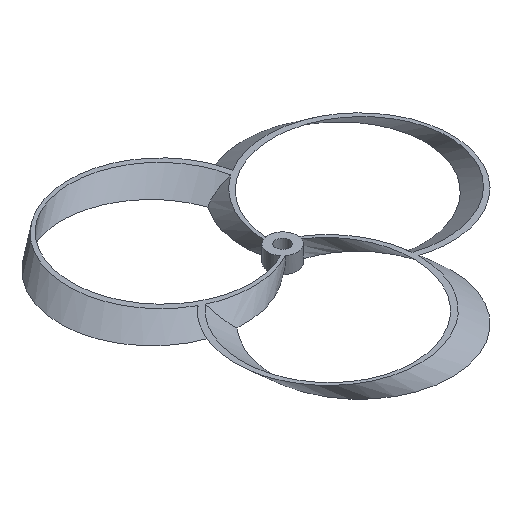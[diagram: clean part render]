
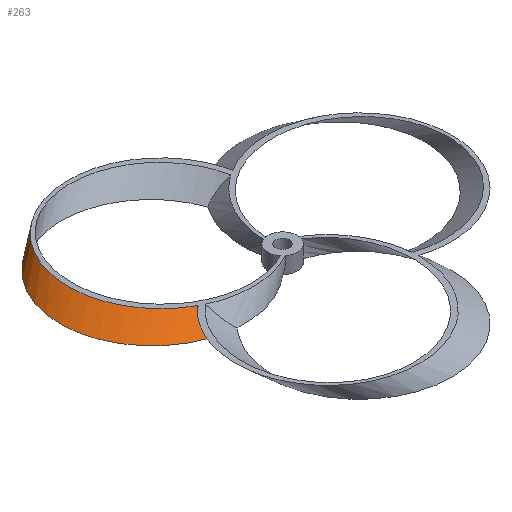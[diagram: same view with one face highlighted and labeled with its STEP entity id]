
A CAD part, isometric view. The second image highlights one B-rep face of the part: STEP entity #263.
In plain terms, the highlighted free-form (B-spline) face has degree [3, 1] with [11, 2] control points.
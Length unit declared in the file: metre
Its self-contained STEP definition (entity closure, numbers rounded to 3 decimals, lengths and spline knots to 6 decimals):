
#36=B_SPLINE_CURVE_WITH_KNOTS('',3,(#828,#829,#830,#831,#832),
 .UNSPECIFIED.,.F.,.F.,(4,1,4),(0.,0.005699,
0.011398),.UNSPECIFIED.);
#39=B_SPLINE_CURVE_WITH_KNOTS('',3,(#857,#858,#859,#860,#861,#862,#863,
#864,#865,#866,#867,#868,#869,#870),.UNSPECIFIED.,.F.,.F.,(4,1,1,1,1,1,
1,1,1,1,1,4),(0.141481,0.159531,0.177581,0.19563,
0.204655,0.21368,0.218193,0.222705,
0.23173,0.24978,0.267829,0.285879),
 .UNSPECIFIED.);
#41=B_SPLINE_CURVE_WITH_KNOTS('',3,(#911,#912,#913,#914,#915),
 .UNSPECIFIED.,.F.,.F.,(4,1,4),(0.,0.005699,0.011398),
 .UNSPECIFIED.);
#100=ORIENTED_EDGE('',*,*,#151,.T.);
#101=ORIENTED_EDGE('',*,*,#146,.T.);
#102=ORIENTED_EDGE('',*,*,#133,.T.);
#103=ORIENTED_EDGE('',*,*,#155,.F.);
#133=EDGE_CURVE('',#169,#170,#188,.T.);
#146=EDGE_CURVE('',#178,#169,#36,.T.);
#151=EDGE_CURVE('',#180,#178,#39,.T.);
#155=EDGE_CURVE('',#180,#170,#41,.T.);
#169=VERTEX_POINT('',#585);
#170=VERTEX_POINT('',#587);
#178=VERTEX_POINT('',#833);
#180=VERTEX_POINT('',#871);
#188=CIRCLE('',#288,0.036005);
#214=EDGE_LOOP('',(#100,#101,#102,#103));
#238=FACE_BOUND('',#214,.T.);
#252=B_SPLINE_SURFACE_WITH_KNOTS('',3,1,((#916,#917),(#918,#919),(#920,
#921),(#922,#923),(#924,#925),(#926,#927),(#928,#929),(#930,#931),(#932,
#933),(#934,#935),(#936,#937)),.SURF_OF_LINEAR_EXTRUSION.,.F.,.F.,.F.,(4,
1,1,1,1,1,1,1,4),(2,2),(4.611985,5.162673,5.713361,
6.264049,6.814736,7.365424,7.916112,8.466799,
9.017487),(0.,1.),.UNSPECIFIED.);
#263=ADVANCED_FACE('',(#238),#252,.T.);
#288=AXIS2_PLACEMENT_3D('',#588,#317,#318);
#317=DIRECTION('',(0.,0.,1.));
#318=DIRECTION('',(-0.276,0.961,0.));
#585=CARTESIAN_POINT('',(0.005674,0.03546,0.));
#587=CARTESIAN_POINT('',(-0.033546,-0.012816,0.));
#588=CARTESIAN_POINT('',(-0.028017,0.022761,0.));
#828=CARTESIAN_POINT('',(0.015088,0.034622,0.00635));
#829=CARTESIAN_POINT('',(0.01355,0.035162,0.005321));
#830=CARTESIAN_POINT('',(0.010429,0.035887,0.003278));
#831=CARTESIAN_POINT('',(0.007223,0.035795,0.001113));
#832=CARTESIAN_POINT('',(0.005674,0.03546,0.));
#833=CARTESIAN_POINT('',(0.015088,0.034622,0.00635));
#857=CARTESIAN_POINT('',(-0.037528,-0.004244,0.00635));
#858=CARTESIAN_POINT('',(-0.04279,-0.001347,0.00635));
#859=CARTESIAN_POINT('',(-0.051829,0.007135,0.00635));
#860=CARTESIAN_POINT('',(-0.057622,0.024809,0.00635));
#861=CARTESIAN_POINT('',(-0.054779,0.040041,0.00635));
#862=CARTESIAN_POINT('',(-0.048348,0.0503,0.00635));
#863=CARTESIAN_POINT('',(-0.042869,0.055521,0.00635));
#864=CARTESIAN_POINT('',(-0.037804,0.058789,0.00635));
#865=CARTESIAN_POINT('',(-0.032413,0.061383,0.00635));
#866=CARTESIAN_POINT('',(-0.022162,0.064134,0.00635));
#867=CARTESIAN_POINT('',(-0.006777,0.062367,0.00635));
#868=CARTESIAN_POINT('',(0.008416,0.05164,0.00635));
#869=CARTESIAN_POINT('',(0.013867,0.040498,0.00635));
#870=CARTESIAN_POINT('',(0.015088,0.034622,0.00635));
#871=CARTESIAN_POINT('',(-0.037528,-0.004244,0.00635));
#911=CARTESIAN_POINT('',(-0.037528,-0.004244,0.00635));
#912=CARTESIAN_POINT('',(-0.037227,-0.005846,0.005321));
#913=CARTESIAN_POINT('',(-0.036293,-0.008912,0.003278));
#914=CARTESIAN_POINT('',(-0.034611,-0.011642,0.001113));
#915=CARTESIAN_POINT('',(-0.033546,-0.012816,0.));
#916=CARTESIAN_POINT('',(0.007414,0.029165,0.));
#917=CARTESIAN_POINT('',(0.015268,0.033699,0.00635));
#918=CARTESIAN_POINT('',(0.006238,0.035669,0.));
#919=CARTESIAN_POINT('',(0.014092,0.040203,0.00635));
#920=CARTESIAN_POINT('',(0.000217,0.048,0.));
#921=CARTESIAN_POINT('',(0.008071,0.052535,0.00635));
#922=CARTESIAN_POINT('',(-0.017165,0.059044,0.));
#923=CARTESIAN_POINT('',(-0.009311,0.063579,0.00635));
#924=CARTESIAN_POINT('',(-0.037755,0.059358,0.));
#925=CARTESIAN_POINT('',(-0.029901,0.063893,0.00635));
#926=CARTESIAN_POINT('',(-0.055466,0.048852,0.));
#927=CARTESIAN_POINT('',(-0.047612,0.053387,0.00635));
#928=CARTESIAN_POINT('',(-0.06506,0.030632,0.));
#929=CARTESIAN_POINT('',(-0.057207,0.035166,0.00635));
#930=CARTESIAN_POINT('',(-0.063703,0.010084,0.));
#931=CARTESIAN_POINT('',(-0.055849,0.014618,0.00635));
#932=CARTESIAN_POINT('',(-0.051791,-0.006715,0.));
#933=CARTESIAN_POINT('',(-0.043938,-0.002181,0.00635));
#934=CARTESIAN_POINT('',(-0.03917,-0.012104,0.));
#935=CARTESIAN_POINT('',(-0.031317,-0.00757,0.00635));
#936=CARTESIAN_POINT('',(-0.032615,-0.012948,0.));
#937=CARTESIAN_POINT('',(-0.024762,-0.008414,0.00635));
